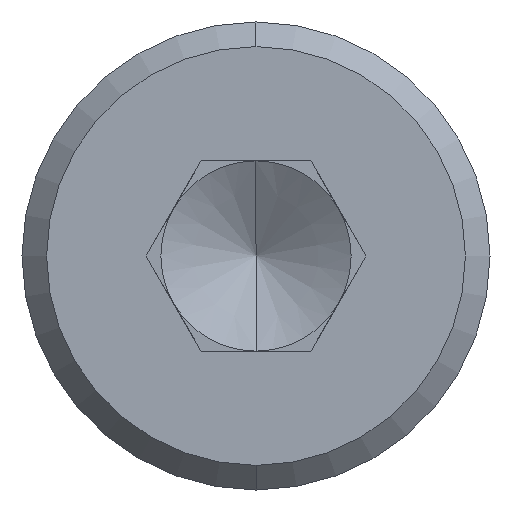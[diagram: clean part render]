
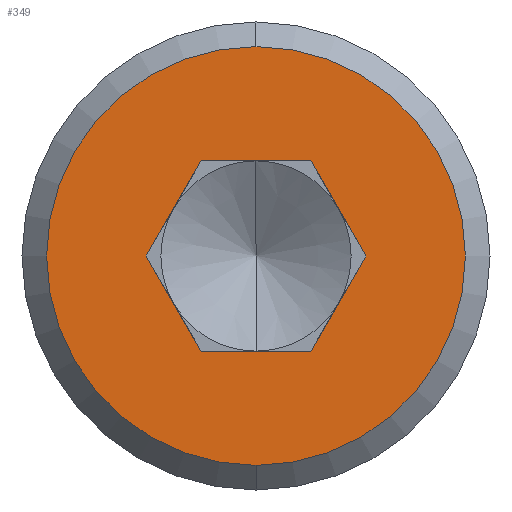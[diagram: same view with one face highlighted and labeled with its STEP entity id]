
A CAD part, left-side view. The second image highlights one B-rep face of the part: STEP entity #349.
In plain terms, the highlighted planar face has unit normal (-1, 0, 0).
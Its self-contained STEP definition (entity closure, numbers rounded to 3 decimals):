
#21 = ORIENTED_EDGE ( 'NONE', *, *, #255, .F. ) ;
#32 = VECTOR ( 'NONE', #99, 1000. ) ;
#86 = ORIENTED_EDGE ( 'NONE', *, *, #190, .T. ) ;
#89 = VERTEX_POINT ( 'NONE', #248 ) ;
#99 = DIRECTION ( 'NONE',  ( 0., 0.5, -0.866 ) ) ;
#130 = EDGE_LOOP ( 'NONE', ( #404, #548 ) ) ;
#144 = DIRECTION ( 'NONE',  ( 0., -0.5, 0.866 ) ) ;
#150 = VECTOR ( 'NONE', #144, 1000. ) ;
#157 = LINE ( 'NONE', #443, #150 ) ;
#158 = CARTESIAN_POINT ( 'NONE',  ( 0., -0.446, 0.773 ) ) ;
#166 = DIRECTION ( 'NONE',  ( 0., 0., 1. ) ) ;
#167 = DIRECTION ( 'NONE',  ( -1., 0., 0. ) ) ;
#177 = VERTEX_POINT ( 'NONE', #372 ) ;
#190 = EDGE_CURVE ( 'NONE', #670, #464, #312, .T. ) ;
#192 = CARTESIAN_POINT ( 'NONE',  ( 0., 0.446, 0.772 ) ) ;
#203 = ORIENTED_EDGE ( 'NONE', *, *, #339, .F. ) ;
#222 = LINE ( 'NONE', #388, #234 ) ;
#225 = EDGE_CURVE ( 'NONE', #231, #264, #306, .T. ) ;
#231 = VERTEX_POINT ( 'NONE', #497 ) ;
#234 = VECTOR ( 'NONE', #614, 1000. ) ;
#237 = ORIENTED_EDGE ( 'NONE', *, *, #541, .T. ) ;
#248 = CARTESIAN_POINT ( 'NONE',  ( 0., 0.446, -0.773 ) ) ;
#250 = CARTESIAN_POINT ( 'NONE',  ( 0., -0.892, 0. ) ) ;
#255 = EDGE_CURVE ( 'NONE', #670, #430, #501, .T. ) ;
#264 = VERTEX_POINT ( 'NONE', #448 ) ;
#278 = DIRECTION ( 'NONE',  ( -1., 0., 0. ) ) ;
#279 = CARTESIAN_POINT ( 'NONE',  ( 0., 0.446, -0.773 ) ) ;
#282 = CARTESIAN_POINT ( 'NONE',  ( 0., -0.446, -0.772 ) ) ;
#290 = CARTESIAN_POINT ( 'NONE',  ( 0., -0.446, 0.773 ) ) ;
#305 = EDGE_CURVE ( 'NONE', #177, #89, #222, .T. ) ;
#306 = CIRCLE ( 'NONE', #466, 1.7 ) ;
#312 = LINE ( 'NONE', #439, #711 ) ;
#317 = CARTESIAN_POINT ( 'NONE',  ( 0., -0.892, 0. ) ) ;
#323 = DIRECTION ( 'NONE',  ( 0., 0., 1. ) ) ;
#339 = EDGE_CURVE ( 'NONE', #89, #730, #575, .T. ) ;
#342 = DIRECTION ( 'NONE',  ( 0., -1., 0. ) ) ;
#349 = ADVANCED_FACE ( 'NONE', ( #513, #736 ), #456, .T. ) ;
#372 = CARTESIAN_POINT ( 'NONE',  ( 0., 0.892, 0. ) ) ;
#377 = LINE ( 'NONE', #317, #32 ) ;
#382 = AXIS2_PLACEMENT_3D ( 'NONE', #680, #167, #519 ) ;
#388 = CARTESIAN_POINT ( 'NONE',  ( 0., 0.892, 0. ) ) ;
#404 = ORIENTED_EDGE ( 'NONE', *, *, #666, .T. ) ;
#409 = CARTESIAN_POINT ( 'NONE',  ( 0., 0., 0. ) ) ;
#419 = VECTOR ( 'NONE', #342, 1000. ) ;
#430 = VERTEX_POINT ( 'NONE', #192 ) ;
#439 = CARTESIAN_POINT ( 'NONE',  ( 0., -0.446, 0.773 ) ) ;
#441 = ORIENTED_EDGE ( 'NONE', *, *, #559, .T. ) ;
#443 = CARTESIAN_POINT ( 'NONE',  ( 0., 0.892, 0. ) ) ;
#444 = DIRECTION ( 'NONE',  ( 0., 1., 0. ) ) ;
#448 = CARTESIAN_POINT ( 'NONE',  ( 0., 0., -1.7 ) ) ;
#456 = PLANE ( 'NONE',  #382 ) ;
#464 = VERTEX_POINT ( 'NONE', #250 ) ;
#466 = AXIS2_PLACEMENT_3D ( 'NONE', #542, #598, #323 ) ;
#497 = CARTESIAN_POINT ( 'NONE',  ( 0., 0., 1.7 ) ) ;
#501 = LINE ( 'NONE', #158, #689 ) ;
#513 = FACE_BOUND ( 'NONE', #635, .T. ) ;
#519 = DIRECTION ( 'NONE',  ( 0., 0., 1. ) ) ;
#541 = EDGE_CURVE ( 'NONE', #177, #430, #157, .T. ) ;
#542 = CARTESIAN_POINT ( 'NONE',  ( 0., 0., 0. ) ) ;
#548 = ORIENTED_EDGE ( 'NONE', *, *, #225, .T. ) ;
#552 = DIRECTION ( 'NONE',  ( 0., -0.5, -0.866 ) ) ;
#557 = ORIENTED_EDGE ( 'NONE', *, *, #305, .F. ) ;
#559 = EDGE_CURVE ( 'NONE', #464, #730, #377, .T. ) ;
#575 = LINE ( 'NONE', #279, #419 ) ;
#598 = DIRECTION ( 'NONE',  ( -1., 0., 0. ) ) ;
#614 = DIRECTION ( 'NONE',  ( 0., -0.5, -0.866 ) ) ;
#620 = CIRCLE ( 'NONE', #712, 1.7 ) ;
#635 = EDGE_LOOP ( 'NONE', ( #237, #21, #86, #441, #203, #557 ) ) ;
#666 = EDGE_CURVE ( 'NONE', #264, #231, #620, .T. ) ;
#670 = VERTEX_POINT ( 'NONE', #290 ) ;
#680 = CARTESIAN_POINT ( 'NONE',  ( 0., 0., 0. ) ) ;
#689 = VECTOR ( 'NONE', #444, 1000. ) ;
#711 = VECTOR ( 'NONE', #552, 1000. ) ;
#712 = AXIS2_PLACEMENT_3D ( 'NONE', #409, #278, #166 ) ;
#730 = VERTEX_POINT ( 'NONE', #282 ) ;
#736 = FACE_OUTER_BOUND ( 'NONE', #130, .T. ) ;
